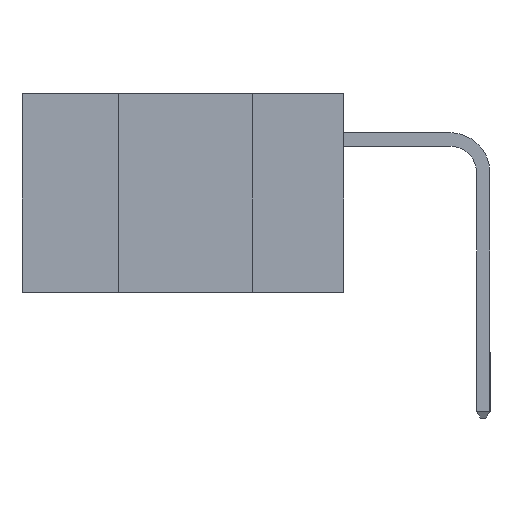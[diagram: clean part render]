
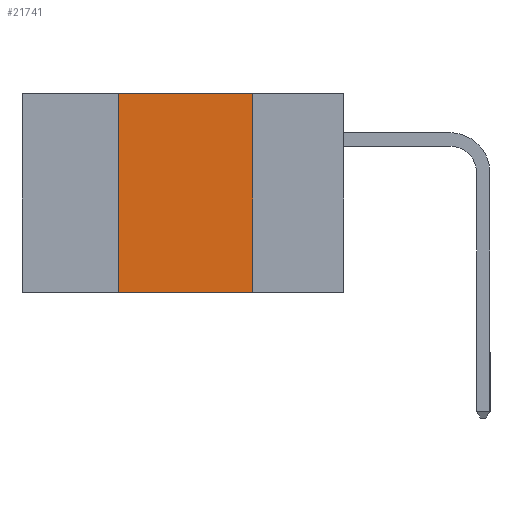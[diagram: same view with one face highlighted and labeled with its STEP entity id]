
A CAD part, left-side view. The second image highlights one B-rep face of the part: STEP entity #21741.
In plain terms, the highlighted planar face has unit normal (-1, 0, 0).
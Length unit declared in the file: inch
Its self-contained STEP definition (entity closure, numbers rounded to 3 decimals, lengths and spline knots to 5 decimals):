
#301 = ORIENTED_EDGE ( 'NONE', *, *, #23209, .F. ) ;
#1955 = DIRECTION ( 'NONE',  ( 0., -1., 0. ) ) ;
#3389 = CARTESIAN_POINT ( 'NONE',  ( 0., 0.6, -0.37 ) ) ;
#3490 = VERTEX_POINT ( 'NONE', #24563 ) ;
#3509 = DIRECTION ( 'NONE',  ( 0., 0., -1. ) ) ;
#4742 = CARTESIAN_POINT ( 'NONE',  ( 0., 0.42, 0. ) ) ;
#6200 = CARTESIAN_POINT ( 'NONE',  ( 0., 0.42, 0. ) ) ;
#7626 = EDGE_CURVE ( 'NONE', #22136, #16875, #9735, .T. ) ;
#9735 = LINE ( 'NONE', #17227, #21025 ) ;
#9854 = VECTOR ( 'NONE', #1955, 39.37008 ) ;
#9857 = CARTESIAN_POINT ( 'NONE',  ( 0., 0.6, 0. ) ) ;
#10308 = CARTESIAN_POINT ( 'NONE',  ( 0., 0.6, 0. ) ) ;
#10313 = VERTEX_POINT ( 'NONE', #6200 ) ;
#10569 = DIRECTION ( 'NONE',  ( 0., 0., -1. ) ) ;
#11522 = CARTESIAN_POINT ( 'NONE',  ( 0., 0.17, -0.37 ) ) ;
#11702 = VECTOR ( 'NONE', #25256, 39.37008 ) ;
#12599 = EDGE_LOOP ( 'NONE', ( #21252, #25487, #301, #22465 ) ) ;
#12939 = EDGE_CURVE ( 'NONE', #10313, #22136, #24552, .T. ) ;
#16548 = PLANE ( 'NONE',  #18672 ) ;
#16875 = VERTEX_POINT ( 'NONE', #11522 ) ;
#17227 = CARTESIAN_POINT ( 'NONE',  ( 0., 0.17, 0. ) ) ;
#18427 = CARTESIAN_POINT ( 'NONE',  ( 0., 0.17, 0. ) ) ;
#18672 = AXIS2_PLACEMENT_3D ( 'NONE', #10308, #20462, #10569 ) ;
#19065 = FACE_OUTER_BOUND ( 'NONE', #12599, .T. ) ;
#19593 = VECTOR ( 'NONE', #24513, 39.37008 ) ;
#20462 = DIRECTION ( 'NONE',  ( 1., 0., 0. ) ) ;
#21025 = VECTOR ( 'NONE', #3509, 39.37008 ) ;
#21252 = ORIENTED_EDGE ( 'NONE', *, *, #7626, .F. ) ;
#21741 = ADVANCED_FACE ( 'NONE', ( #19065 ), #16548, .F. ) ;
#22136 = VERTEX_POINT ( 'NONE', #18427 ) ;
#22465 = ORIENTED_EDGE ( 'NONE', *, *, #24516, .T. ) ;
#23209 = EDGE_CURVE ( 'NONE', #3490, #10313, #25825, .T. ) ;
#24513 = DIRECTION ( 'NONE',  ( 0., 0., 1. ) ) ;
#24516 = EDGE_CURVE ( 'NONE', #3490, #16875, #25731, .T. ) ;
#24552 = LINE ( 'NONE', #9857, #9854 ) ;
#24563 = CARTESIAN_POINT ( 'NONE',  ( 0., 0.42, -0.37 ) ) ;
#25256 = DIRECTION ( 'NONE',  ( 0., -1., 0. ) ) ;
#25487 = ORIENTED_EDGE ( 'NONE', *, *, #12939, .F. ) ;
#25731 = LINE ( 'NONE', #3389, #11702 ) ;
#25825 = LINE ( 'NONE', #4742, #19593 ) ;
